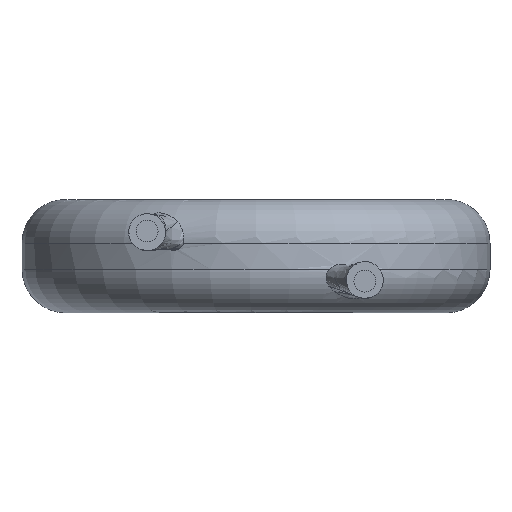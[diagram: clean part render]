
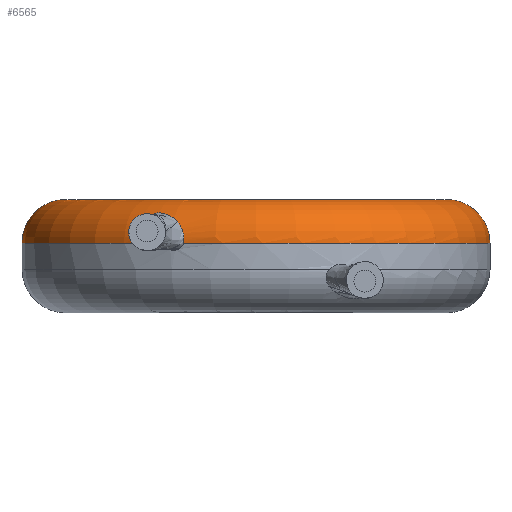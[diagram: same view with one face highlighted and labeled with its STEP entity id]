
A CAD part, front view. The second image highlights one B-rep face of the part: STEP entity #6565.
In plain terms, the highlighted toroidal (fillet/blend) face has major radius 8.75 mm and minor radius 2 mm.
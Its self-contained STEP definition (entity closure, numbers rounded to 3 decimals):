
#677 = CARTESIAN_POINT ( 'NONE',  ( -3.334, 8.78, 0.6 ) ) ;
#1389 = AXIS2_PLACEMENT_3D ( 'NONE', #1393, #1564, #1563 ) ;
#1390 = CIRCLE ( 'NONE', #1389, 10.75 ) ;
#1393 = CARTESIAN_POINT ( 'NONE',  ( 0., 19., 0.6 ) ) ;
#1394 = CARTESIAN_POINT ( 'NONE',  ( -4.541, 9.256, 0.6 ) ) ;
#1563 = DIRECTION ( 'NONE',  ( 1., 0., 0. ) ) ;
#1564 = DIRECTION ( 'NONE',  ( 0., 0., -1. ) ) ;
#1587 = FACE_OUTER_BOUND ( 'NONE', #6566, .T. ) ;
#1596 = B_SPLINE_CURVE_WITH_KNOTS ( 'NONE', 3,
 ( #1711, #1710, #1709, #1708 ),
 .UNSPECIFIED., .F., .F.,
 ( 4, 4 ),
 ( 0.004, 0.004 ),
 .UNSPECIFIED. ) ;
#1597 = DIRECTION ( 'NONE',  ( 1., 0., 0. ) ) ;
#1598 = DIRECTION ( 'NONE',  ( 0., 0., -1. ) ) ;
#1599 = CARTESIAN_POINT ( 'NONE',  ( 0., 19., 0.6 ) ) ;
#1600 = AXIS2_PLACEMENT_3D ( 'NONE', #1599, #1598, #1597 ) ;
#1601 = CIRCLE ( 'NONE', #1600, 10.75 ) ;
#1611 = AXIS2_PLACEMENT_3D ( 'NONE', #1665, #1664, #1663 ) ;
#1620 = CARTESIAN_POINT ( 'NONE',  ( -3.6, 9.137, 1.569 ) ) ;
#1621 = CARTESIAN_POINT ( 'NONE',  ( -3.501, 9.031, 1.451 ) ) ;
#1622 = CARTESIAN_POINT ( 'NONE',  ( -3.419, 8.936, 1.308 ) ) ;
#1623 = CARTESIAN_POINT ( 'NONE',  ( -3.339, 8.836, 1.058 ) ) ;
#1624 = CARTESIAN_POINT ( 'NONE',  ( -3.32, 8.809, 0.97 ) ) ;
#1625 = CARTESIAN_POINT ( 'NONE',  ( -3.305, 8.778, 0.786 ) ) ;
#1626 = CARTESIAN_POINT ( 'NONE',  ( -3.309, 8.772, 0.691 ) ) ;
#1627 = CARTESIAN_POINT ( 'NONE',  ( -3.334, 8.78, 0.6 ) ) ;
#1655 = TOROIDAL_SURFACE ( 'NONE', #1611, 8.75, 2. ) ;
#1663 = DIRECTION ( 'NONE',  ( 1., 0., 0. ) ) ;
#1664 = DIRECTION ( 'NONE',  ( 0., 0., 1. ) ) ;
#1665 = CARTESIAN_POINT ( 'NONE',  ( 0., 19., 0.6 ) ) ;
#1706 = B_SPLINE_CURVE_WITH_KNOTS ( 'NONE', 3,
 ( #1627, #1626, #1625, #1624, #1623, #1622, #1621, #1620 ),
 .UNSPECIFIED., .F., .F.,
 ( 4, 2, 2, 4 ),
 ( 0., 0., 0.001, 0.001 ),
 .UNSPECIFIED. ) ;
#1708 = CARTESIAN_POINT ( 'NONE',  ( -4.541, 9.256, 0.6 ) ) ;
#1709 = CARTESIAN_POINT ( 'NONE',  ( -4.543, 9.257, 0.602 ) ) ;
#1710 = CARTESIAN_POINT ( 'NONE',  ( -4.546, 9.258, 0.604 ) ) ;
#1711 = CARTESIAN_POINT ( 'NONE',  ( -4.548, 9.26, 0.606 ) ) ;
#6041 = VERTEX_POINT ( 'NONE', #7503 ) ;
#6042 = VERTEX_POINT ( 'NONE', #7502 ) ;
#6044 = EDGE_CURVE ( 'NONE', #6041, #6303, #7501, .T. ) ;
#6046 = EDGE_CURVE ( 'NONE', #6042, #6306, #7704, .T. ) ;
#6213 = EDGE_CURVE ( 'NONE', #6214, #6215, #8278, .T. ) ;
#6214 = VERTEX_POINT ( 'NONE', #8277 ) ;
#6215 = VERTEX_POINT ( 'NONE', #8279 ) ;
#6250 = EDGE_CURVE ( 'NONE', #6303, #6306, #8242, .T. ) ;
#6303 = VERTEX_POINT ( 'NONE', #8502 ) ;
#6306 = VERTEX_POINT ( 'NONE', #8571 ) ;
#6412 = VERTEX_POINT ( 'NONE', #677 ) ;
#6514 = VERTEX_POINT ( 'NONE', #1394 ) ;
#6516 = EDGE_CURVE ( 'NONE', #6514, #6041, #1390, .T. ) ;
#6565 = ADVANCED_FACE ( 'NONE', ( #1587 ), #1655, .T. ) ;
#6566 = EDGE_LOOP ( 'NONE', ( #6597, #6598, #6599, #6601, #6602, #6604, #6605, #6606 ) ) ;
#6596 = EDGE_CURVE ( 'NONE', #6042, #6412, #1601, .T. ) ;
#6597 = ORIENTED_EDGE ( 'NONE', *, *, #6044, .F. ) ;
#6598 = ORIENTED_EDGE ( 'NONE', *, *, #6516, .F. ) ;
#6599 = ORIENTED_EDGE ( 'NONE', *, *, #6600, .F. ) ;
#6600 = EDGE_CURVE ( 'NONE', #6215, #6514, #1596, .T. ) ;
#6601 = ORIENTED_EDGE ( 'NONE', *, *, #6213, .F. ) ;
#6602 = ORIENTED_EDGE ( 'NONE', *, *, #6603, .F. ) ;
#6603 = EDGE_CURVE ( 'NONE', #6412, #6214, #1706, .T. ) ;
#6604 = ORIENTED_EDGE ( 'NONE', *, *, #6596, .F. ) ;
#6605 = ORIENTED_EDGE ( 'NONE', *, *, #6046, .T. ) ;
#6606 = ORIENTED_EDGE ( 'NONE', *, *, #6250, .F. ) ;
#7497 = DIRECTION ( 'NONE',  ( -1., 0., 0. ) ) ;
#7498 = DIRECTION ( 'NONE',  ( 0., 1., 0. ) ) ;
#7499 = CARTESIAN_POINT ( 'NONE',  ( -8.75, 19., 0.6 ) ) ;
#7500 = AXIS2_PLACEMENT_3D ( 'NONE', #7499, #7498, #7497 ) ;
#7501 = CIRCLE ( 'NONE', #7500, 2. ) ;
#7502 = CARTESIAN_POINT ( 'NONE',  ( 10.75, 19., 0.6 ) ) ;
#7503 = CARTESIAN_POINT ( 'NONE',  ( -10.75, 19., 0.6 ) ) ;
#7700 = DIRECTION ( 'NONE',  ( 0., 0., -1. ) ) ;
#7701 = DIRECTION ( 'NONE',  ( 0., -1., 0. ) ) ;
#7702 = CARTESIAN_POINT ( 'NONE',  ( 8.75, 19., 0.6 ) ) ;
#7703 = AXIS2_PLACEMENT_3D ( 'NONE', #7702, #7701, #7700 ) ;
#7704 = CIRCLE ( 'NONE', #7703, 2. ) ;
#8238 = DIRECTION ( 'NONE',  ( 1., 0., 0. ) ) ;
#8239 = DIRECTION ( 'NONE',  ( 0., 0., 1. ) ) ;
#8240 = CARTESIAN_POINT ( 'NONE',  ( 0., 19., 2.6 ) ) ;
#8241 = AXIS2_PLACEMENT_3D ( 'NONE', #8240, #8239, #8238 ) ;
#8242 = CIRCLE ( 'NONE', #8241, 8.75 ) ;
#8257 = CARTESIAN_POINT ( 'NONE',  ( -4.967, 9.529, 1.083 ) ) ;
#8258 = CARTESIAN_POINT ( 'NONE',  ( -5.063, 9.66, 1.309 ) ) ;
#8259 = CARTESIAN_POINT ( 'NONE',  ( -5.092, 9.731, 1.429 ) ) ;
#8260 = CARTESIAN_POINT ( 'NONE',  ( -5.07, 9.831, 1.611 ) ) ;
#8261 = CARTESIAN_POINT ( 'NONE',  ( -5.051, 9.863, 1.672 ) ) ;
#8262 = CARTESIAN_POINT ( 'NONE',  ( -4.984, 9.913, 1.783 ) ) ;
#8263 = CARTESIAN_POINT ( 'NONE',  ( -4.935, 9.93, 1.833 ) ) ;
#8264 = CARTESIAN_POINT ( 'NONE',  ( -4.76, 9.946, 1.95 ) ) ;
#8265 = CARTESIAN_POINT ( 'NONE',  ( -4.62, 9.909, 1.981 ) ) ;
#8266 = CARTESIAN_POINT ( 'NONE',  ( -4.367, 9.794, 1.99 ) ) ;
#8267 = CARTESIAN_POINT ( 'NONE',  ( -4.249, 9.718, 1.97 ) ) ;
#8268 = CARTESIAN_POINT ( 'NONE',  ( -4.035, 9.556, 1.902 ) ) ;
#8269 = CARTESIAN_POINT ( 'NONE',  ( -3.936, 9.47, 1.853 ) ) ;
#8277 = CARTESIAN_POINT ( 'NONE',  ( -3.6, 9.137, 1.569 ) ) ;
#8278 = B_SPLINE_CURVE_WITH_KNOTS ( 'NONE', 3,
 ( #8321, #8320, #8319, #8269, #8268, #8267, #8266, #8265, #8264, #8263, #8262, #8261, #8260, #8259, #8258, #8257, #8297, #8296, #8295, #8294 ),
 .UNSPECIFIED., .F., .F.,
 ( 4, 2, 2, 2, 2, 2, 2, 2, 2, 4 ),
 ( 0.001, 0.002, 0.002, 0.002, 0.003, 0.003, 0.003, 0.004, 0.004, 0.004 ),
 .UNSPECIFIED. ) ;
#8279 = CARTESIAN_POINT ( 'NONE',  ( -4.548, 9.26, 0.606 ) ) ;
#8294 = CARTESIAN_POINT ( 'NONE',  ( -4.548, 9.26, 0.606 ) ) ;
#8295 = CARTESIAN_POINT ( 'NONE',  ( -4.65, 9.307, 0.689 ) ) ;
#8296 = CARTESIAN_POINT ( 'NONE',  ( -4.741, 9.358, 0.78 ) ) ;
#8297 = CARTESIAN_POINT ( 'NONE',  ( -4.901, 9.469, 0.978 ) ) ;
#8319 = CARTESIAN_POINT ( 'NONE',  ( -3.756, 9.3, 1.731 ) ) ;
#8320 = CARTESIAN_POINT ( 'NONE',  ( -3.674, 9.216, 1.657 ) ) ;
#8321 = CARTESIAN_POINT ( 'NONE',  ( -3.6, 9.137, 1.569 ) ) ;
#8502 = CARTESIAN_POINT ( 'NONE',  ( -8.75, 19., 2.6 ) ) ;
#8571 = CARTESIAN_POINT ( 'NONE',  ( 8.75, 19., 2.6 ) ) ;
